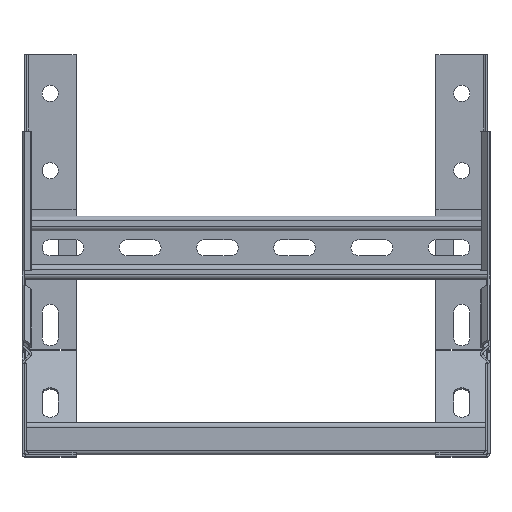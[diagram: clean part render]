
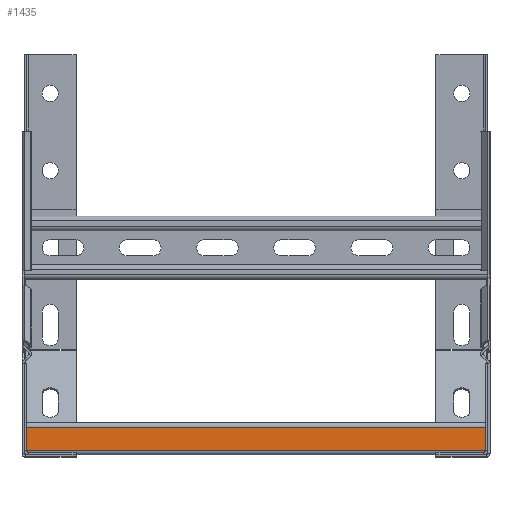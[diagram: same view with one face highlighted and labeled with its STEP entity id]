
A CAD part, top view. The second image highlights one B-rep face of the part: STEP entity #1435.
In plain terms, the highlighted face is planar.
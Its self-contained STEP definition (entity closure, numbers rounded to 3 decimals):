
#4 = VERTEX_POINT ( 'NONE', #1745 ) ;
#580 = DIRECTION ( 'NONE',  ( 0., 0., -1. ) ) ;
#632 = DIRECTION ( 'NONE',  ( 0., 1., 0. ) ) ;
#678 = VERTEX_POINT ( 'NONE', #6242 ) ;
#872 = VECTOR ( 'NONE', #632, 1000. ) ;
#935 = DIRECTION ( 'NONE',  ( 0., 1., 0. ) ) ;
#1210 = FACE_OUTER_BOUND ( 'NONE', #1466, .T. ) ;
#1300 = LINE ( 'NONE', #3918, #872 ) ;
#1336 = ORIENTED_EDGE ( 'NONE', *, *, #5517, .T. ) ;
#1415 = AXIS2_PLACEMENT_3D ( 'NONE', #3913, #6593, #3344 ) ;
#1435 = ADVANCED_FACE ( 'NONE', ( #1210 ), #6552, .T. ) ;
#1466 = EDGE_LOOP ( 'NONE', ( #2003, #2713, #4983, #1336 ) ) ;
#1745 = CARTESIAN_POINT ( 'NONE',  ( -20.5, 18., 0. ) ) ;
#2003 = ORIENTED_EDGE ( 'NONE', *, *, #7137, .F. ) ;
#2078 = VERTEX_POINT ( 'NONE', #4462 ) ;
#2105 = LINE ( 'NONE', #4698, #3029 ) ;
#2713 = ORIENTED_EDGE ( 'NONE', *, *, #4313, .F. ) ;
#3029 = VECTOR ( 'NONE', #4046, 1000. ) ;
#3168 = LINE ( 'NONE', #3785, #3942 ) ;
#3339 = VERTEX_POINT ( 'NONE', #7891 ) ;
#3344 = DIRECTION ( 'NONE',  ( 0., -1., 0. ) ) ;
#3785 = CARTESIAN_POINT ( 'NONE',  ( -20.5, 0., 0. ) ) ;
#3913 = CARTESIAN_POINT ( 'NONE',  ( -20.5, 0., 300. ) ) ;
#3918 = CARTESIAN_POINT ( 'NONE',  ( -20.5, 0., 300. ) ) ;
#3942 = VECTOR ( 'NONE', #935, 1000. ) ;
#4046 = DIRECTION ( 'NONE',  ( 0., 0., -1. ) ) ;
#4313 = EDGE_CURVE ( 'NONE', #678, #3339, #4778, .T. ) ;
#4462 = CARTESIAN_POINT ( 'NONE',  ( -20.5, 18., 300. ) ) ;
#4698 = CARTESIAN_POINT ( 'NONE',  ( -20.5, 18., 300. ) ) ;
#4778 = LINE ( 'NONE', #8670, #5905 ) ;
#4983 = ORIENTED_EDGE ( 'NONE', *, *, #7369, .T. ) ;
#5517 = EDGE_CURVE ( 'NONE', #2078, #4, #2105, .T. ) ;
#5905 = VECTOR ( 'NONE', #580, 1000. ) ;
#6242 = CARTESIAN_POINT ( 'NONE',  ( -20.5, 3., 300. ) ) ;
#6552 = PLANE ( 'NONE',  #1415 ) ;
#6593 = DIRECTION ( 'NONE',  ( -1., 0., 0. ) ) ;
#7137 = EDGE_CURVE ( 'NONE', #3339, #4, #3168, .T. ) ;
#7369 = EDGE_CURVE ( 'NONE', #678, #2078, #1300, .T. ) ;
#7891 = CARTESIAN_POINT ( 'NONE',  ( -20.5, 3., 0. ) ) ;
#8670 = CARTESIAN_POINT ( 'NONE',  ( -20.5, 3., 300. ) ) ;
